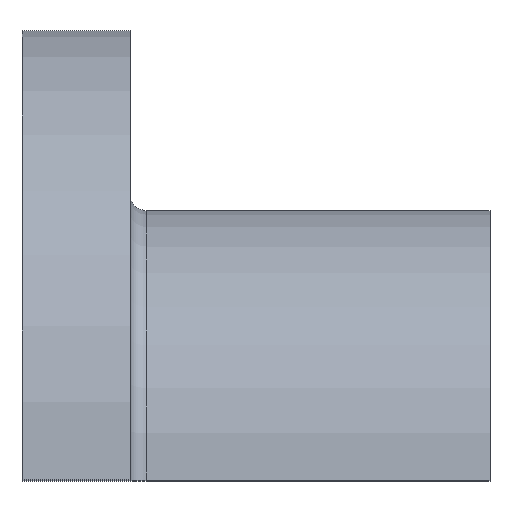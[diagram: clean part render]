
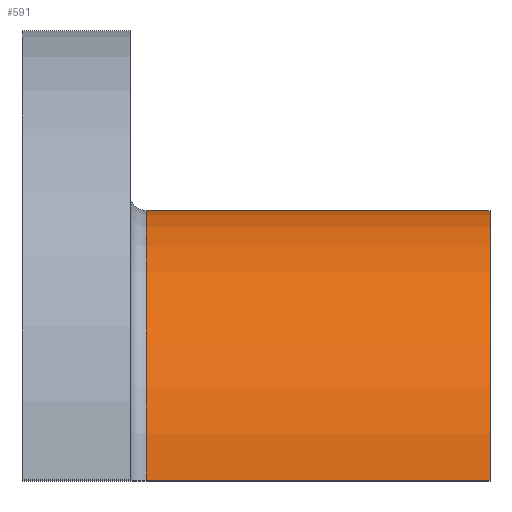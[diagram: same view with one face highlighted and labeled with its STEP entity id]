
A CAD part, top view. The second image highlights one B-rep face of the part: STEP entity #591.
In plain terms, the highlighted cylindrical face has radius 75 mm (diameter 150 mm), a partial arc.
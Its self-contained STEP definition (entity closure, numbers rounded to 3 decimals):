
#194=DIRECTION('',(1.,0.,0.));
#195=VECTOR('',#194,95.5);
#196=CARTESIAN_POINT('',(34.5,0.,-75.));
#197=LINE('',#196,#195);
#198=CARTESIAN_POINT('',(130.,0.,0.));
#199=DIRECTION('',(1.,0.,0.));
#200=DIRECTION('',(0.,0.,-1.));
#201=AXIS2_PLACEMENT_3D('',#198,#199,#200);
#203=DIRECTION('',(1.,0.,0.));
#204=VECTOR('',#203,95.5);
#205=CARTESIAN_POINT('',(34.5,0.,75.));
#206=LINE('',#205,#204);
#207=CARTESIAN_POINT('',(34.5,0.,0.));
#208=DIRECTION('',(1.,0.,0.));
#209=DIRECTION('',(0.,0.,-1.));
#210=AXIS2_PLACEMENT_3D('',#207,#208,#209);
#283=CARTESIAN_POINT('',(130.,0.,75.));
#285=VERTEX_POINT('',#283);
#287=CARTESIAN_POINT('',(130.,0.,-75.));
#289=VERTEX_POINT('',#287);
#307=CARTESIAN_POINT('',(34.5,0.,-75.));
#308=VERTEX_POINT('',#307);
#309=CARTESIAN_POINT('',(34.5,0.,75.));
#310=VERTEX_POINT('',#309);
#579=CARTESIAN_POINT('',(-6.5,0.,0.));
#580=DIRECTION('',(1.,0.,0.));
#581=DIRECTION('',(0.,-1.,0.));
#582=AXIS2_PLACEMENT_3D('',#579,#580,#581);
#583=CYLINDRICAL_SURFACE('',#582,75.);
#585=ORIENTED_EDGE('',*,*,#584,.F.);
#586=ORIENTED_EDGE('',*,*,#530,.T.);
#587=ORIENTED_EDGE('',*,*,#572,.T.);
#588=ORIENTED_EDGE('',*,*,#498,.F.);
#589=EDGE_LOOP('',(#585,#586,#587,#588));
#590=FACE_OUTER_BOUND('',#589,.F.);
#202=CIRCLE('',#201,75.);
#211=CIRCLE('',#210,75.);
#498=EDGE_CURVE('',#310,#285,#206,.T.);
#530=EDGE_CURVE('',#308,#289,#197,.T.);
#572=EDGE_CURVE('',#289,#285,#202,.T.);
#584=EDGE_CURVE('',#308,#310,#211,.T.);
#591=ADVANCED_FACE('',(#590),#583,.T.);
